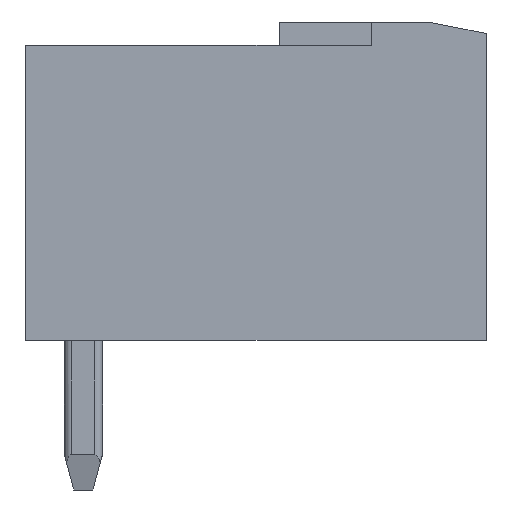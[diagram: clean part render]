
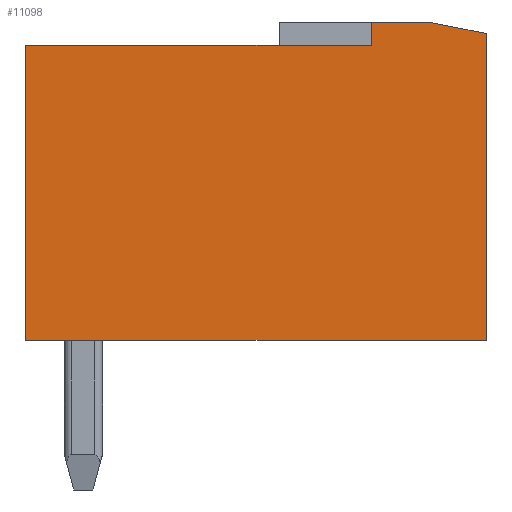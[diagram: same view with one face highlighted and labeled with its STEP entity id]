
A CAD part, left-side view. The second image highlights one B-rep face of the part: STEP entity #11098.
In plain terms, the highlighted planar face has unit normal (-1, 0, 0).
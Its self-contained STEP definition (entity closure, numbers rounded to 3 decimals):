
#6860=CARTESIAN_POINT('',(-54.,-12.,-3.8));
#6861=VERTEX_POINT('',#6860);
#6868=CARTESIAN_POINT('',(-54.,0.,-3.8));
#6869=VERTEX_POINT('',#6868);
#6870=CARTESIAN_POINT('',(-54.,-12.,-3.8));
#6871=DIRECTION('',(0.,1.,0.));
#6872=VECTOR('',#6871,12.);
#6873=LINE('',#6870,#6872);
#6874=EDGE_CURVE('',#6861,#6869,#6873,.T.);
#8405=CARTESIAN_POINT('',(-54.,0.,3.9));
#8406=VERTEX_POINT('',#8405);
#8407=CARTESIAN_POINT('',(-54.,0.,-3.8));
#8408=DIRECTION('',(0.,0.,1.));
#8409=VECTOR('',#8408,7.7);
#8410=LINE('',#8407,#8409);
#8411=EDGE_CURVE('',#6869,#8406,#8410,.T.);
#8565=CARTESIAN_POINT('',(-54.,-9.,3.9));
#8566=VERTEX_POINT('',#8565);
#8567=CARTESIAN_POINT('',(-54.,0.,3.9));
#8568=DIRECTION('',(0.,-1.,0.));
#8569=VECTOR('',#8568,9.);
#8570=LINE('',#8567,#8569);
#8571=EDGE_CURVE('',#8406,#8566,#8570,.T.);
#9065=CARTESIAN_POINT('',(-54.,-9.,4.5));
#9066=VERTEX_POINT('',#9065);
#9073=CARTESIAN_POINT('',(-54.,-10.5,4.5));
#9074=VERTEX_POINT('',#9073);
#9075=CARTESIAN_POINT('',(-54.,-9.,4.5));
#9076=DIRECTION('',(0.,-1.,0.));
#9077=VECTOR('',#9076,1.5);
#9078=LINE('',#9075,#9077);
#9079=EDGE_CURVE('',#9066,#9074,#9078,.T.);
#9139=CARTESIAN_POINT('',(-54.,-12.,4.2));
#9140=VERTEX_POINT('',#9139);
#9141=CARTESIAN_POINT('',(-54.,-10.5,4.5));
#9142=DIRECTION('',(0.,-0.981,-0.196));
#9143=VECTOR('',#9142,1.53);
#9144=LINE('',#9141,#9143);
#9145=EDGE_CURVE('',#9074,#9140,#9144,.T.);
#9683=CARTESIAN_POINT('',(-54.,-12.,4.2));
#9684=DIRECTION('',(0.,0.,-1.));
#9685=VECTOR('',#9684,8.);
#9686=LINE('',#9683,#9685);
#9687=EDGE_CURVE('',#9140,#6861,#9686,.T.);
#11079=CARTESIAN_POINT('',(-54.,-6.,2.2));
#11080=DIRECTION('',(0.,1.,0.));
#11081=DIRECTION('',(-1.,0.,0.));
#11082=AXIS2_PLACEMENT_3D('',#11079,#11081,#11080);
#11083=PLANE('',#11082);
#11084=ORIENTED_EDGE('',*,*,#9687,.F.);
#11085=ORIENTED_EDGE('',*,*,#9145,.F.);
#11086=ORIENTED_EDGE('',*,*,#9079,.F.);
#11087=CARTESIAN_POINT('',(-54.,-9.,4.5));
#11088=DIRECTION('',(0.,0.,-1.));
#11089=VECTOR('',#11088,0.6);
#11090=LINE('',#11087,#11089);
#11091=EDGE_CURVE('',#9066,#8566,#11090,.T.);
#11092=ORIENTED_EDGE('',*,*,#11091,.T.);
#11093=ORIENTED_EDGE('',*,*,#8571,.F.);
#11094=ORIENTED_EDGE('',*,*,#8411,.F.);
#11095=ORIENTED_EDGE('',*,*,#6874,.F.);
#11096=EDGE_LOOP('',(#11084,#11085,#11086,#11092,#11093,#11094,#11095));
#11097=FACE_OUTER_BOUND('',#11096,.T.);
#11098=ADVANCED_FACE('',(#11097),#11083,.T.);
